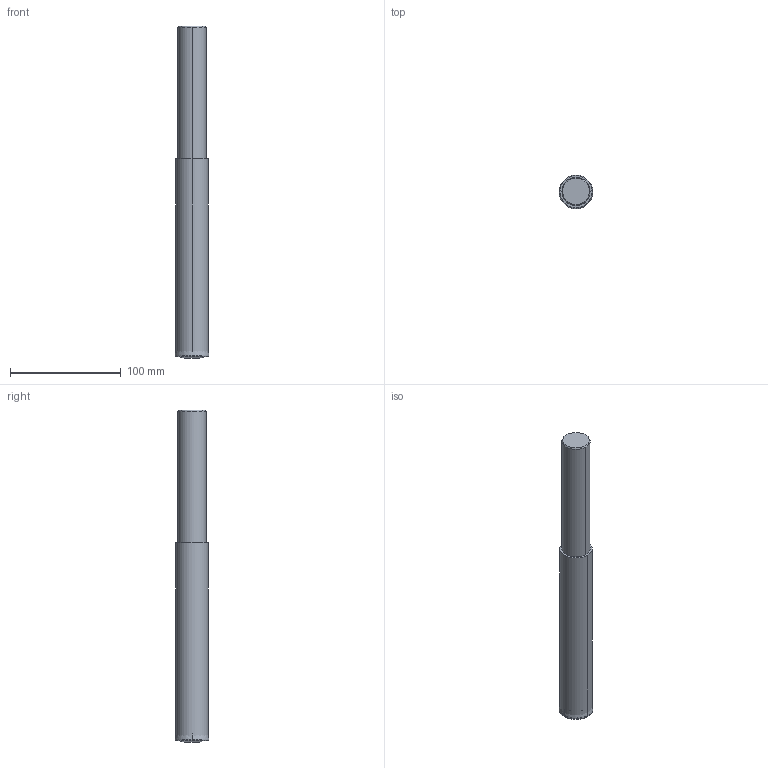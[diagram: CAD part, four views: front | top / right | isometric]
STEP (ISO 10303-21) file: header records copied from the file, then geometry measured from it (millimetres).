
FILE_DESCRIPTION(('no description'),'unknown implementation level');
FILE_NAME('solid9ahJLysJHHaVoyyIN2AqzsEP2QY_1.STP',' ',('CIMSOURCE GmbH'),('CADClick - KiM GmbH - www.kimweb.de'),'unknown preprocess','ACIS','unknown authorization');
FILE_SCHEMA(('automotive_design'));
Length unit declared in the file: millimetre
Products named in the file (2): 1; 2
Bounding box: 30.63 x 30.63 x 300 mm (x, y, z)
Volume: 184128.6 mm3; surface area: 29296.5 mm2
Topology: 2 solids, 2 shells, 31 faces, 76 edges, 48 vertices
Faces by surface type: torus 12, cone 12, cylinder 4, plane 3
Entity records: 1879 total; most frequent: DIRECTION 208, CARTESIAN_POINT 160, STYLED_ITEM 157, PRESENTATION_STYLE_ASSIGNMENT 157, COLOUR_RGB 157, ORIENTED_EDGE 152, AXIS2_PLACEMENT_3D 96, EDGE_CURVE 76
